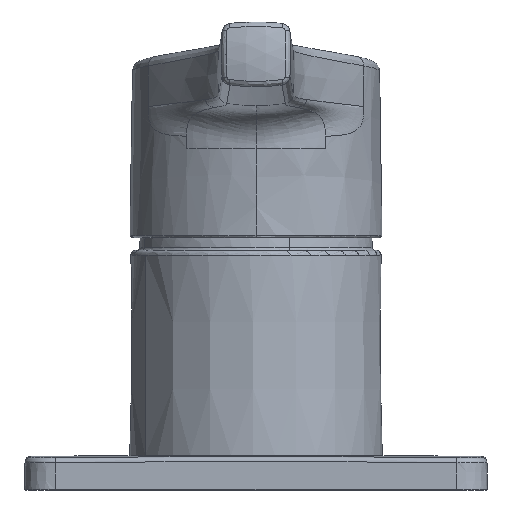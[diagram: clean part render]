
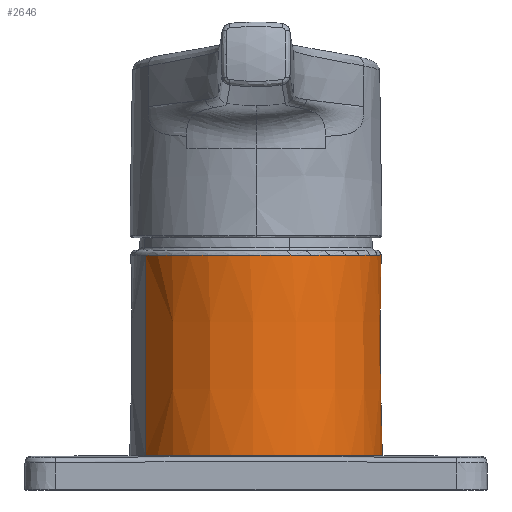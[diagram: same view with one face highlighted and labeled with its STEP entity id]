
A CAD part, front view. The second image highlights one B-rep face of the part: STEP entity #2646.
In plain terms, the highlighted conical face has half-angle 0.229 degrees and reference radius 24.4 mm.
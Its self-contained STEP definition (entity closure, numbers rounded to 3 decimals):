
#43 = VERTEX_POINT ( 'NONE', #1261 ) ;
#134 = EDGE_CURVE ( 'NONE', #43, #1811, #6642, .T. ) ;
#183 = DIRECTION ( 'NONE',  ( -0.878, -0.479, 0. ) ) ;
#292 = CIRCLE ( 'NONE', #4149, 24.404 ) ;
#924 = EDGE_CURVE ( 'NONE', #1811, #2037, #4362, .T. ) ;
#1231 = EDGE_LOOP ( 'NONE', ( #6550, #2171, #5145, #6163, #2703 ) ) ;
#1261 = CARTESIAN_POINT ( 'NONE',  ( 25.418, 64.658, 117.53 ) ) ;
#1323 = AXIS2_PLACEMENT_3D ( 'NONE', #2226, #5857, #8980 ) ;
#1350 = DIRECTION ( 'NONE',  ( 0., 0., 1. ) ) ;
#1431 = CONICAL_SURFACE ( 'NONE', #1815, 24.4, 0.004 ) ;
#1458 = FACE_OUTER_BOUND ( 'NONE', #1231, .T. ) ;
#1811 = VERTEX_POINT ( 'NONE', #9077 ) ;
#1815 = AXIS2_PLACEMENT_3D ( 'NONE', #4271, #5847, #183 ) ;
#2037 = VERTEX_POINT ( 'NONE', #5323 ) ;
#2171 = ORIENTED_EDGE ( 'NONE', *, *, #8151, .F. ) ;
#2226 = CARTESIAN_POINT ( 'NONE',  ( 46.834, 76.358, 78.627 ) ) ;
#2646 = ADVANCED_FACE ( 'NONE', ( #1458 ), #1431, .T. ) ;
#2703 = ORIENTED_EDGE ( 'NONE', *, *, #924, .T. ) ;
#2743 = CARTESIAN_POINT ( 'NONE',  ( 25.421, 64.66, 118.526 ) ) ;
#2990 = DIRECTION ( 'NONE',  ( -0.004, -0.002, -1. ) ) ;
#3811 = CIRCLE ( 'NONE', #8870, 24.404 ) ;
#4078 = VERTEX_POINT ( 'NONE', #6056 ) ;
#4149 = AXIS2_PLACEMENT_3D ( 'NONE', #7700, #1350, #5909 ) ;
#4271 = CARTESIAN_POINT ( 'NONE',  ( 46.834, 76.358, 118.526 ) ) ;
#4362 = CIRCLE ( 'NONE', #1323, 24.56 ) ;
#5145 = ORIENTED_EDGE ( 'NONE', *, *, #6314, .F. ) ;
#5214 = CARTESIAN_POINT ( 'NONE',  ( 68.251, 88.058, 117.53 ) ) ;
#5323 = CARTESIAN_POINT ( 'NONE',  ( 68.387, 88.132, 78.627 ) ) ;
#5847 = DIRECTION ( 'NONE',  ( 0., 0., -1. ) ) ;
#5857 = DIRECTION ( 'NONE',  ( 0., 0., 1. ) ) ;
#5878 = DIRECTION ( 'NONE',  ( 0., 0., 1. ) ) ;
#5909 = DIRECTION ( 'NONE',  ( 1., 0., 0. ) ) ;
#6056 = CARTESIAN_POINT ( 'NONE',  ( 70.462, 82.465, 117.53 ) ) ;
#6163 = ORIENTED_EDGE ( 'NONE', *, *, #134, .T. ) ;
#6244 = CARTESIAN_POINT ( 'NONE',  ( 46.834, 76.358, 117.53 ) ) ;
#6314 = EDGE_CURVE ( 'NONE', #43, #4078, #292, .T. ) ;
#6337 = CARTESIAN_POINT ( 'NONE',  ( 68.247, 88.056, 118.526 ) ) ;
#6550 = ORIENTED_EDGE ( 'NONE', *, *, #9021, .F. ) ;
#6642 = LINE ( 'NONE', #2743, #8086 ) ;
#7406 = VECTOR ( 'NONE', #8352, 1000. ) ;
#7700 = CARTESIAN_POINT ( 'NONE',  ( 46.834, 76.358, 117.53 ) ) ;
#8024 = DIRECTION ( 'NONE',  ( 1., 0., 0. ) ) ;
#8086 = VECTOR ( 'NONE', #2990, 1000. ) ;
#8151 = EDGE_CURVE ( 'NONE', #4078, #9212, #3811, .T. ) ;
#8352 = DIRECTION ( 'NONE',  ( 0.004, 0.002, -1. ) ) ;
#8870 = AXIS2_PLACEMENT_3D ( 'NONE', #6244, #5878, #8024 ) ;
#8980 = DIRECTION ( 'NONE',  ( -1., 0., 0. ) ) ;
#9021 = EDGE_CURVE ( 'NONE', #9212, #2037, #9041, .T. ) ;
#9041 = LINE ( 'NONE', #6337, #7406 ) ;
#9077 = CARTESIAN_POINT ( 'NONE',  ( 25.281, 64.583, 78.627 ) ) ;
#9212 = VERTEX_POINT ( 'NONE', #5214 ) ;
